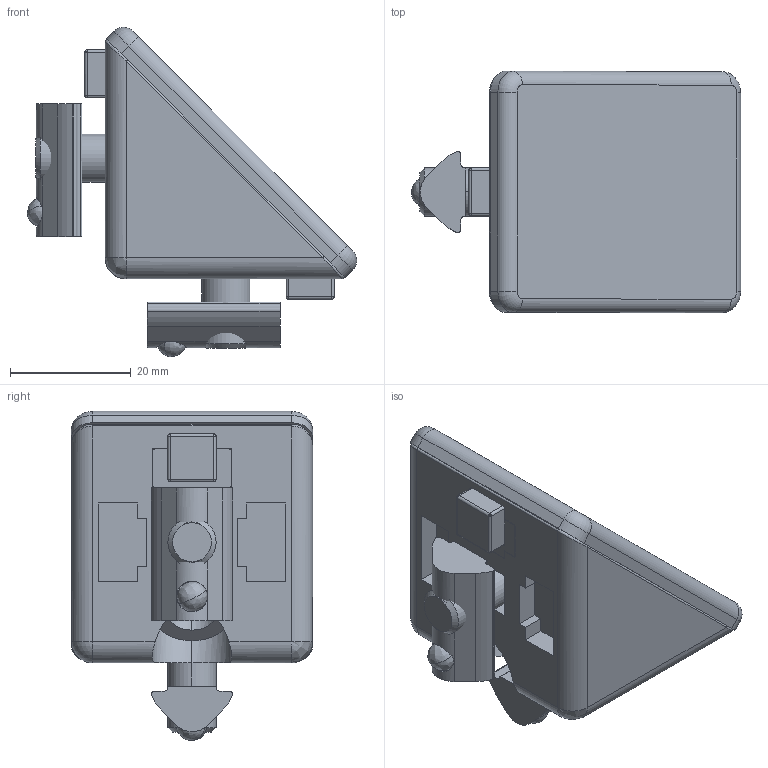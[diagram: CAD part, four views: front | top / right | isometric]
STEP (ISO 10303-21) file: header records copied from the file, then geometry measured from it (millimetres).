
FILE_DESCRIPTION (( 'STEP AP214' ), '1' );
FILE_NAME ('SZ0970N.STEP', '2010-07-01T13:34:40', ( 'admin' ), ( '' ), 'SwSTEP 2.0', 'SolidWorks 2010', '' );
FILE_SCHEMA (( 'AUTOMOTIVE_DESIGN' ));
Length unit declared in the file: millimetre
Products named in the file (1): SZ0970N
Bounding box: 54.59 x 40 x 54.59 mm (x, y, z)
Surface area: 12122.6 mm2 (no closed solid volume)
Topology: 0 solids, 12 shells, 190 faces, 632 edges, 447 vertices
Faces by surface type: plane 89, cylinder 71, bspline 21, cone 4, torus 4, sphere 1
Entity records: 9788 total; most frequent: CARTESIAN_POINT 2353, DIRECTION 1101, ORIENTED_EDGE 1030, EDGE_CURVE 618, VERTEX_POINT 447, VECTOR 375, LINE 375, AXIS2_PLACEMENT_3D 363
